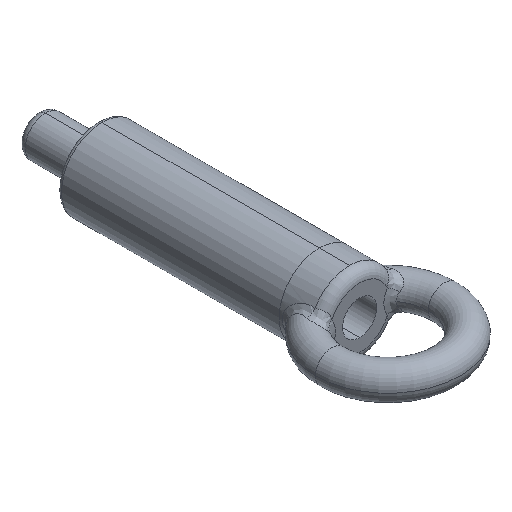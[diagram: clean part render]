
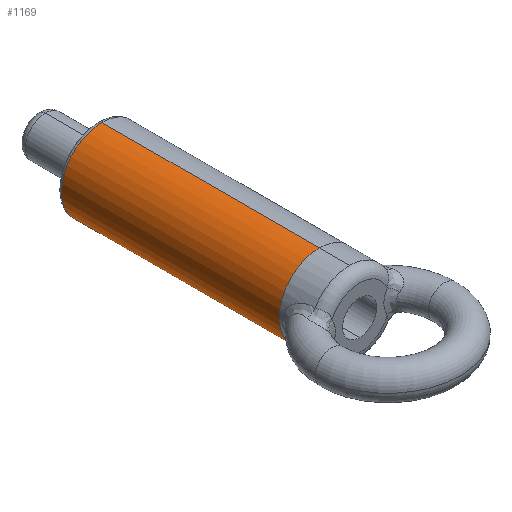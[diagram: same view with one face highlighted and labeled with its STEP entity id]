
A CAD part, isometric view. The second image highlights one B-rep face of the part: STEP entity #1169.
In plain terms, the highlighted cylindrical face has radius 20 mm (diameter 40 mm), a partial arc.
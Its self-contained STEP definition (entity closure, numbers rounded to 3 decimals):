
#56 = VERTEX_POINT ( 'NONE', #573 ) ;
#400 = ORIENTED_EDGE ( 'NONE', *, *, #1986, .T. ) ;
#439 = EDGE_CURVE ( 'NONE', #2294, #1228, #1492, .T. ) ;
#493 = VECTOR ( 'NONE', #887, 1000. ) ;
#518 = EDGE_CURVE ( 'NONE', #2294, #881, #627, .T. ) ;
#573 = CARTESIAN_POINT ( 'NONE',  ( 0., 0., -20. ) ) ;
#627 = CIRCLE ( 'NONE', #1010, 20. ) ;
#719 = DIRECTION ( 'NONE',  ( 0., -1., 0. ) ) ;
#806 = DIRECTION ( 'NONE',  ( 0., -1., 0. ) ) ;
#881 = VERTEX_POINT ( 'NONE', #2153 ) ;
#887 = DIRECTION ( 'NONE',  ( 0., -1., 0. ) ) ;
#1010 = AXIS2_PLACEMENT_3D ( 'NONE', #1941, #719, #2594 ) ;
#1087 = EDGE_LOOP ( 'NONE', ( #2213, #1344, #400, #2051 ) ) ;
#1169 = ADVANCED_FACE ( 'NONE', ( #2639 ), #2233, .T. ) ;
#1228 = VERTEX_POINT ( 'NONE', #1371 ) ;
#1265 = DIRECTION ( 'NONE',  ( 0., 0., 1. ) ) ;
#1307 = AXIS2_PLACEMENT_3D ( 'NONE', #1469, #2290, #1265 ) ;
#1344 = ORIENTED_EDGE ( 'NONE', *, *, #518, .T. ) ;
#1371 = CARTESIAN_POINT ( 'NONE',  ( 0., 0., 20. ) ) ;
#1469 = CARTESIAN_POINT ( 'NONE',  ( 0., 0., 0. ) ) ;
#1492 = LINE ( 'NONE', #2312, #493 ) ;
#1828 = VECTOR ( 'NONE', #1914, 1000. ) ;
#1914 = DIRECTION ( 'NONE',  ( 0., -1., 0. ) ) ;
#1941 = CARTESIAN_POINT ( 'NONE',  ( 0., 108., 0. ) ) ;
#1986 = EDGE_CURVE ( 'NONE', #881, #56, #2549, .T. ) ;
#2051 = ORIENTED_EDGE ( 'NONE', *, *, #2137, .T. ) ;
#2077 = AXIS2_PLACEMENT_3D ( 'NONE', #2600, #806, #2438 ) ;
#2137 = EDGE_CURVE ( 'NONE', #56, #1228, #2644, .T. ) ;
#2153 = CARTESIAN_POINT ( 'NONE',  ( 0., 108., -20. ) ) ;
#2213 = ORIENTED_EDGE ( 'NONE', *, *, #439, .F. ) ;
#2233 = CYLINDRICAL_SURFACE ( 'NONE', #2077, 20. ) ;
#2290 = DIRECTION ( 'NONE',  ( 0., 1., 0. ) ) ;
#2294 = VERTEX_POINT ( 'NONE', #2472 ) ;
#2312 = CARTESIAN_POINT ( 'NONE',  ( 0., 110., 20. ) ) ;
#2371 = CARTESIAN_POINT ( 'NONE',  ( 0., 110., -20. ) ) ;
#2438 = DIRECTION ( 'NONE',  ( 0., 0., -1. ) ) ;
#2472 = CARTESIAN_POINT ( 'NONE',  ( 0., 108., 20. ) ) ;
#2549 = LINE ( 'NONE', #2371, #1828 ) ;
#2594 = DIRECTION ( 'NONE',  ( 0., 0., 1. ) ) ;
#2600 = CARTESIAN_POINT ( 'NONE',  ( 0., 110., 0. ) ) ;
#2639 = FACE_OUTER_BOUND ( 'NONE', #1087, .T. ) ;
#2644 = CIRCLE ( 'NONE', #1307, 20. ) ;
